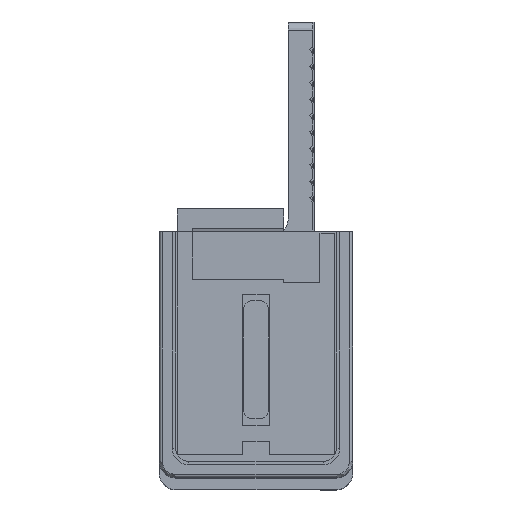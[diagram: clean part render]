
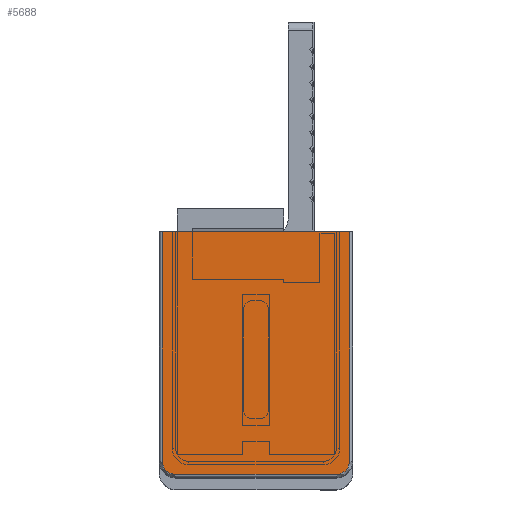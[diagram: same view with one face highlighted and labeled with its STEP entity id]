
A CAD part, top view. The second image highlights one B-rep face of the part: STEP entity #5688.
In plain terms, the highlighted planar face has unit normal (0, 0, 1).
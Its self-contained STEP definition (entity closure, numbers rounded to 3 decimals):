
#2270 = DIRECTION ( 'NONE',  ( -1., 0., 0. ) ) ;
#2271 = CARTESIAN_POINT ( 'NONE',  ( 9.7, -0.4, 219. ) ) ;
#2309 = DIRECTION ( 'NONE',  ( 0., 0., -1. ) ) ;
#2325 = FACE_OUTER_BOUND ( 'NONE', #28309, .T. ) ;
#2351 = PLANE ( 'NONE',  #3270 ) ;
#3270 = AXIS2_PLACEMENT_3D ( 'NONE', #2271, #2309, #2270 ) ;
#5688 = ADVANCED_FACE ( 'NONE', ( #2325 ), #2351, .F. ) ;
#7396 = CARTESIAN_POINT ( 'NONE',  ( 9.7, -1.2, 219. ) ) ;
#7401 = CARTESIAN_POINT ( 'NONE',  ( 10.5, -0.4, 219. ) ) ;
#7430 = CARTESIAN_POINT ( 'NONE',  ( 10.169, -1.2, 219. ) ) ;
#7433 = CARTESIAN_POINT ( 'NONE',  ( 10.5, -0.869, 219. ) ) ;
#7533 = CARTESIAN_POINT ( 'NONE',  ( -0.1, -1.2, 219. ) ) ;
#7546 = CARTESIAN_POINT ( 'NONE',  ( -0.569, -1.2, 219. ) ) ;
#7557 = CARTESIAN_POINT ( 'NONE',  ( -0.9, -0.869, 219. ) ) ;
#7577 = CARTESIAN_POINT ( 'NONE',  ( -0.9, -0.4, 219. ) ) ;
#7738 = CARTESIAN_POINT ( 'NONE',  ( 9.7, -1.2, 219. ) ) ;
#7739 = DIRECTION ( 'NONE',  ( -1., 0., 0. ) ) ;
#7770 = LINE ( 'NONE', #7738, #23262 ) ;
#7793 = LINE ( 'NONE', #7801, #23281 ) ;
#7801 = CARTESIAN_POINT ( 'NONE',  ( 10.7, 13.6, 219. ) ) ;
#7807 = LINE ( 'NONE', #7814, #23249 ) ;
#7809 = DIRECTION ( 'NONE',  ( -1., 0., 0. ) ) ;
#7810 = DIRECTION ( 'NONE',  ( 0., -1., 0. ) ) ;
#7814 = CARTESIAN_POINT ( 'NONE',  ( 10.5, -0.4, 219. ) ) ;
#7865 = LINE ( 'NONE', #7867, #23314 ) ;
#7867 = CARTESIAN_POINT ( 'NONE',  ( -0.9, -0.4, 219. ) ) ;
#7870 = DIRECTION ( 'NONE',  ( 0., 1., 0. ) ) ;
#17980 = ORIENTED_EDGE ( 'NONE', *, *, #37526, .F. ) ;
#17982 = ORIENTED_EDGE ( 'NONE', *, *, #37427, .F. ) ;
#18004 = ORIENTED_EDGE ( 'NONE', *, *, #37385, .F. ) ;
#18094 = ORIENTED_EDGE ( 'NONE', *, *, #37559, .T. ) ;
#18116 = ORIENTED_EDGE ( 'NONE', *, *, #37603, .F. ) ;
#18142 = ORIENTED_EDGE ( 'NONE', *, *, #37552, .F. ) ;
#23249 = VECTOR ( 'NONE', #7810, 1000. ) ;
#23262 = VECTOR ( 'NONE', #7739, 1000. ) ;
#23281 = VECTOR ( 'NONE', #7809, 1000. ) ;
#23314 = VECTOR ( 'NONE', #7870, 1000. ) ;
#28309 = EDGE_LOOP ( 'NONE', ( #17980, #18004, #18142, #18094, #18116, #17982 ) ) ;
#34593 = VERTEX_POINT ( 'NONE', #41349 ) ;
#34626 = VERTEX_POINT ( 'NONE', #41422 ) ;
#34632 = VERTEX_POINT ( 'NONE', #41447 ) ;
#34636 = VERTEX_POINT ( 'NONE', #41407 ) ;
#34756 = VERTEX_POINT ( 'NONE', #41541 ) ;
#34787 = VERTEX_POINT ( 'NONE', #41589 ) ;
#37385 = EDGE_CURVE ( 'NONE', #34636, #34632, #39398, .T. ) ;
#37427 = EDGE_CURVE ( 'NONE', #34626, #34593, #39478, .T. ) ;
#37526 = EDGE_CURVE ( 'NONE', #34632, #34626, #7770, .T. ) ;
#37552 = EDGE_CURVE ( 'NONE', #34756, #34636, #7807, .T. ) ;
#37559 = EDGE_CURVE ( 'NONE', #34756, #34787, #7793, .T. ) ;
#37603 = EDGE_CURVE ( 'NONE', #34593, #34787, #7865, .T. ) ;
#39398 =( BOUNDED_CURVE ( )  B_SPLINE_CURVE ( 3, ( #7401, #7433, #7430, #7396 ),
 .UNSPECIFIED., .F., .T. ) 
 B_SPLINE_CURVE_WITH_KNOTS ( ( 4, 4 ),
 ( 0., 1. ),
 .UNSPECIFIED. ) 
 CURVE ( )  GEOMETRIC_REPRESENTATION_ITEM ( )  RATIONAL_B_SPLINE_CURVE ( ( 1., 0.805, 0.805, 1. ) ) 
 REPRESENTATION_ITEM ( '' )  );
#39478 =( BOUNDED_CURVE ( )  B_SPLINE_CURVE ( 3, ( #7533, #7546, #7557, #7577 ),
 .UNSPECIFIED., .F., .T. ) 
 B_SPLINE_CURVE_WITH_KNOTS ( ( 4, 4 ),
 ( 0., 1. ),
 .UNSPECIFIED. ) 
 CURVE ( )  GEOMETRIC_REPRESENTATION_ITEM ( )  RATIONAL_B_SPLINE_CURVE ( ( 1., 0.805, 0.805, 1. ) ) 
 REPRESENTATION_ITEM ( '' )  );
#41349 = CARTESIAN_POINT ( 'NONE',  ( -0.9, -0.4, 219. ) ) ;
#41407 = CARTESIAN_POINT ( 'NONE',  ( 10.5, -0.4, 219. ) ) ;
#41422 = CARTESIAN_POINT ( 'NONE',  ( -0.1, -1.2, 219. ) ) ;
#41447 = CARTESIAN_POINT ( 'NONE',  ( 9.7, -1.2, 219. ) ) ;
#41541 = CARTESIAN_POINT ( 'NONE',  ( 10.5, 13.6, 219. ) ) ;
#41589 = CARTESIAN_POINT ( 'NONE',  ( -0.9, 13.6, 219. ) ) ;
